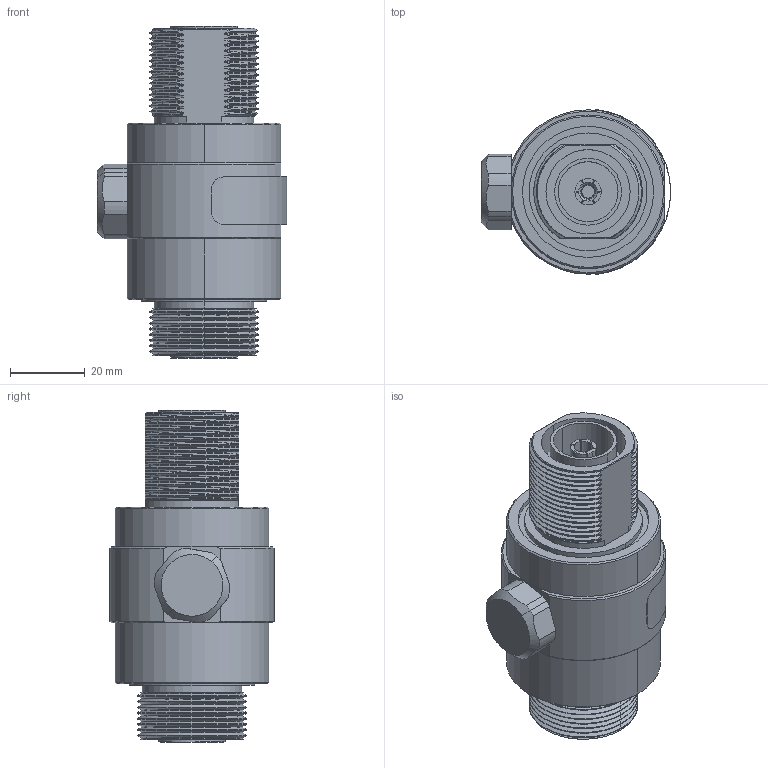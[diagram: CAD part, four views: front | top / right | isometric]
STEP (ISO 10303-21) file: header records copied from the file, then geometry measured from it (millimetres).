
FILE_DESCRIPTION (( 'STEP AP214' ), '1' );
FILE_NAME ('LCSP1004.STEP', '2018-05-01T17:04:54', ( '' ), ( '' ), 'SwSTEP 2.0', 'SolidWorks 2017', '' );
FILE_SCHEMA (( 'AUTOMOTIVE_DESIGN' ));
Length unit declared in the file: inch
Products named in the file (19): 7040-0043; LG CURVED LP LABEL_CURVED2; 3800-285; 4041-0009; 4052-0027; 4052-0056; 1499-0001_99842A113; 4041-0011; 5800-0270; 4050-0012; 7040-0065; 2812-0006; 4035-0072; 5800-0401; 7040-0037; 4041-0010; 3800-285-1; LCSP1004; 2812-0004
Assembly tree (21 placements, depth 3):
  LCSP1004
    4041-0009
    7040-0037
    3800-285-1
      3800-285
    7040-0065
    5800-0401
    5800-0270
    4050-0012  x2
    4041-0011  x2
    2812-0006
    2812-0004
    4052-0056
    4052-0027
    4041-0010
    1499-0001_99842A113
    7040-0043
    4035-0072  x2
    LG CURVED LP LABEL_CURVED2
Bounding box: 50.7 x 44.06 x 88.79 mm (x, y, z)
Volume: 71471 mm3; surface area: 48201.6 mm2
Topology: 20 solids, 20 shells, 699 faces, 1653 edges, 1038 vertices
Faces by surface type: cylinder 282, plane 153, cone 143, bspline 73, torus 48
Entity records: 56558 total; most frequent: CARTESIAN_POINT 41710, ORIENTED_EDGE 2962, DIRECTION 2824, EDGE_CURVE 1481, AXIS2_PLACEMENT_3D 1151, VERTEX_POINT 929, EDGE_LOOP 698, ADVANCED_FACE 629
